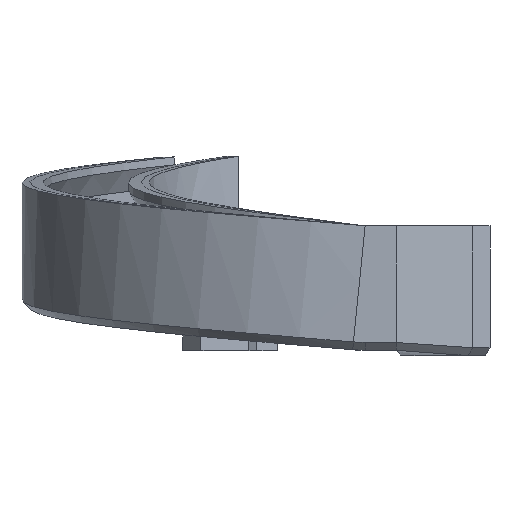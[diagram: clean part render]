
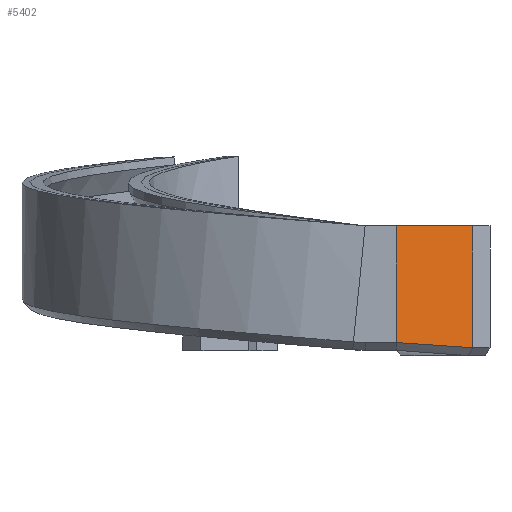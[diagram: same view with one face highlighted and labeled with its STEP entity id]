
A CAD part, top view. The second image highlights one B-rep face of the part: STEP entity #5402.
In plain terms, the highlighted planar face has unit normal (0.317, 0, 0.948).
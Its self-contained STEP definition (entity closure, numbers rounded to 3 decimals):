
#2 = CARTESIAN_POINT ( 'NONE',  ( 21.362, 22.387, 160.169 ) ) ;
#82 = ORIENTED_EDGE ( 'NONE', *, *, #354, .T. ) ;
#166 = LINE ( 'NONE', #2234, #4449 ) ;
#271 = VECTOR ( 'NONE', #433, 1000. ) ;
#282 = CARTESIAN_POINT ( 'NONE',  ( 21.362, -22.613, 160.169 ) ) ;
#354 = EDGE_CURVE ( 'NONE', #2195, #4308, #166, .T. ) ;
#433 = DIRECTION ( 'NONE',  ( 0.946, -0.064, -0.317 ) ) ;
#442 = DIRECTION ( 'NONE',  ( 0.948, 0., -0.317 ) ) ;
#592 = EDGE_LOOP ( 'NONE', ( #4368, #82, #2625, #4652 ) ) ;
#922 = PLANE ( 'NONE',  #3959 ) ;
#1186 = EDGE_CURVE ( 'NONE', #3924, #2195, #4583, .T. ) ;
#1373 = CARTESIAN_POINT ( 'NONE',  ( 50.347, 0., 150.471 ) ) ;
#1404 = VECTOR ( 'NONE', #2792, 1000. ) ;
#2195 = VERTEX_POINT ( 'NONE', #2196 ) ;
#2196 = CARTESIAN_POINT ( 'NONE',  ( 50.851, -24.613, 150.302 ) ) ;
#2234 = CARTESIAN_POINT ( 'NONE',  ( 50.851, -24.613, 150.302 ) ) ;
#2436 = CARTESIAN_POINT ( 'NONE',  ( 21.362, 22.387, 160.169 ) ) ;
#2478 = VECTOR ( 'NONE', #4123, 1000. ) ;
#2519 = CARTESIAN_POINT ( 'NONE',  ( 50.851, 22.387, 150.302 ) ) ;
#2577 = DIRECTION ( 'NONE',  ( 0.317, 0., 0.948 ) ) ;
#2625 = ORIENTED_EDGE ( 'NONE', *, *, #4177, .F. ) ;
#2792 = DIRECTION ( 'NONE',  ( 0.948, 0., -0.317 ) ) ;
#3090 = DIRECTION ( 'NONE',  ( 0., 1., 0. ) ) ;
#3727 = CARTESIAN_POINT ( 'NONE',  ( 21.362, 0., 160.169 ) ) ;
#3802 = CARTESIAN_POINT ( 'NONE',  ( 21.362, -22.613, 160.169 ) ) ;
#3924 = VERTEX_POINT ( 'NONE', #282 ) ;
#3959 = AXIS2_PLACEMENT_3D ( 'NONE', #1373, #2577, #442 ) ;
#4055 = LINE ( 'NONE', #2436, #1404 ) ;
#4123 = DIRECTION ( 'NONE',  ( 0., -1., 0. ) ) ;
#4177 = EDGE_CURVE ( 'NONE', #4385, #4308, #4055, .T. ) ;
#4213 = LINE ( 'NONE', #3727, #2478 ) ;
#4308 = VERTEX_POINT ( 'NONE', #2519 ) ;
#4368 = ORIENTED_EDGE ( 'NONE', *, *, #1186, .T. ) ;
#4385 = VERTEX_POINT ( 'NONE', #2 ) ;
#4449 = VECTOR ( 'NONE', #3090, 1000. ) ;
#4534 = EDGE_CURVE ( 'NONE', #4385, #3924, #4213, .T. ) ;
#4583 = LINE ( 'NONE', #3802, #271 ) ;
#4652 = ORIENTED_EDGE ( 'NONE', *, *, #4534, .T. ) ;
#4729 = FACE_OUTER_BOUND ( 'NONE', #592, .T. ) ;
#5402 = ADVANCED_FACE ( 'NONE', ( #4729 ), #922, .T. ) ;
